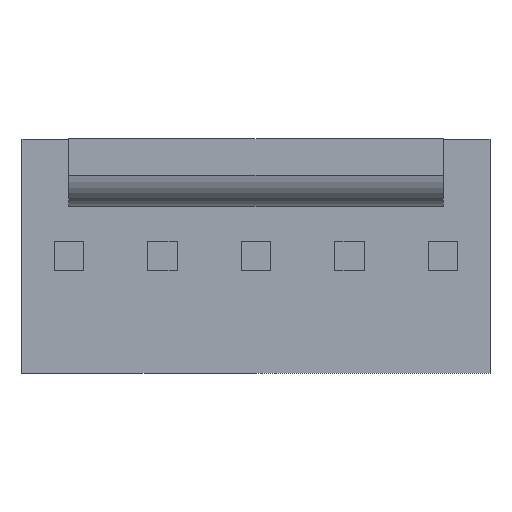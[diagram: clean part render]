
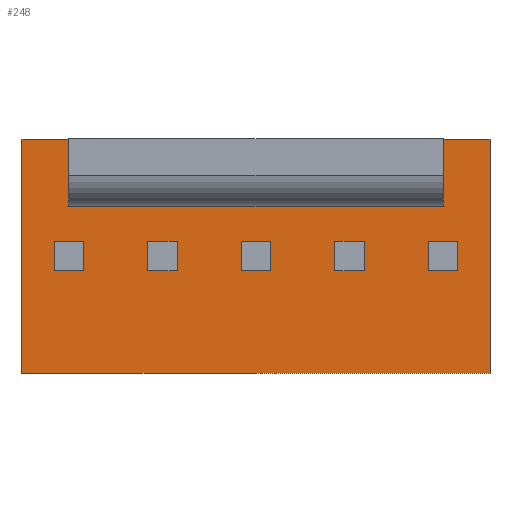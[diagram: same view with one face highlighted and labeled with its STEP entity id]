
A CAD part, top view. The second image highlights one B-rep face of the part: STEP entity #248.
In plain terms, the highlighted planar face has unit normal (0, 0, 1).
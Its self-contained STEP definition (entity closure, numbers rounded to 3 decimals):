
#10 = EDGE_CURVE ( 'NONE', #82, #50, #371, .T. ) ;
#12 = VERTEX_POINT ( 'NONE', #412 ) ;
#17 = EDGE_CURVE ( 'NONE', #34, #12, #511, .T. ) ;
#23 = VERTEX_POINT ( 'NONE', #604 ) ;
#34 = VERTEX_POINT ( 'NONE', #483 ) ;
#37 = VERTEX_POINT ( 'NONE', #481 ) ;
#50 = VERTEX_POINT ( 'NONE', #532 ) ;
#51 = EDGE_CURVE ( 'NONE', #50, #263, #530, .T. ) ;
#62 = EDGE_CURVE ( 'NONE', #12, #23, #585, .T. ) ;
#69 = EDGE_CURVE ( 'NONE', #23, #78, #711, .T. ) ;
#76 = EDGE_CURVE ( 'NONE', #37, #34, #695, .T. ) ;
#77 = EDGE_CURVE ( 'NONE', #78, #82, #661, .T. ) ;
#78 = VERTEX_POINT ( 'NONE', #657 ) ;
#82 = VERTEX_POINT ( 'NONE', #655 ) ;
#107 = ORIENTED_EDGE ( 'NONE', *, *, #10, .F. ) ;
#150 = EDGE_LOOP ( 'NONE', ( #240, #249, #107, #245, #243, #238, #159, #237 ) ) ;
#159 = ORIENTED_EDGE ( 'NONE', *, *, #17, .F. ) ;
#237 = ORIENTED_EDGE ( 'NONE', *, *, #76, .F. ) ;
#238 = ORIENTED_EDGE ( 'NONE', *, *, #62, .F. ) ;
#240 = ORIENTED_EDGE ( 'NONE', *, *, #241, .F. ) ;
#241 = EDGE_CURVE ( 'NONE', #263, #37, #943, .T. ) ;
#243 = ORIENTED_EDGE ( 'NONE', *, *, #69, .F. ) ;
#245 = ORIENTED_EDGE ( 'NONE', *, *, #77, .F. ) ;
#248 = ADVANCED_FACE ( 'NONE', ( #930 ), #976, .T. ) ;
#249 = ORIENTED_EDGE ( 'NONE', *, *, #51, .F. ) ;
#263 = VERTEX_POINT ( 'NONE', #905 ) ;
#368 = DIRECTION ( 'NONE',  ( 1., 0., 0. ) ) ;
#369 = VECTOR ( 'NONE', #368, 1000. ) ;
#370 = CARTESIAN_POINT ( 'NONE',  ( -1.27, 3.18, 3.17 ) ) ;
#371 = LINE ( 'NONE', #370, #369 ) ;
#412 = CARTESIAN_POINT ( 'NONE',  ( 11.43, 3.18, 3.17 ) ) ;
#481 = CARTESIAN_POINT ( 'NONE',  ( 10.16, 2.18, 3.17 ) ) ;
#483 = CARTESIAN_POINT ( 'NONE',  ( 10.16, 3.18, 3.17 ) ) ;
#494 = DIRECTION ( 'NONE',  ( 1., 0., 0. ) ) ;
#495 = VECTOR ( 'NONE', #494, 1000. ) ;
#496 = CARTESIAN_POINT ( 'NONE',  ( 10.16, 3.18, 3.17 ) ) ;
#511 = LINE ( 'NONE', #496, #495 ) ;
#527 = DIRECTION ( 'NONE',  ( 0., -1., 0. ) ) ;
#528 = VECTOR ( 'NONE', #527, 1000. ) ;
#529 = CARTESIAN_POINT ( 'NONE',  ( 0., 3.18, 3.17 ) ) ;
#530 = LINE ( 'NONE', #529, #528 ) ;
#532 = CARTESIAN_POINT ( 'NONE',  ( 0., 3.18, 3.17 ) ) ;
#582 = DIRECTION ( 'NONE',  ( 0., -1., 0. ) ) ;
#583 = VECTOR ( 'NONE', #582, 1000. ) ;
#584 = CARTESIAN_POINT ( 'NONE',  ( 11.43, 3.18, 3.17 ) ) ;
#585 = LINE ( 'NONE', #584, #583 ) ;
#604 = CARTESIAN_POINT ( 'NONE',  ( 11.43, -3.17, 3.17 ) ) ;
#655 = CARTESIAN_POINT ( 'NONE',  ( -1.27, 3.18, 3.17 ) ) ;
#657 = CARTESIAN_POINT ( 'NONE',  ( -1.27, -3.17, 3.17 ) ) ;
#658 = DIRECTION ( 'NONE',  ( 0., 1., 0. ) ) ;
#659 = VECTOR ( 'NONE', #658, 1000. ) ;
#660 = CARTESIAN_POINT ( 'NONE',  ( -1.27, -3.17, 3.17 ) ) ;
#661 = LINE ( 'NONE', #660, #659 ) ;
#692 = DIRECTION ( 'NONE',  ( 0., 1., 0. ) ) ;
#693 = VECTOR ( 'NONE', #692, 1000. ) ;
#694 = CARTESIAN_POINT ( 'NONE',  ( 10.16, 1.35, 3.17 ) ) ;
#695 = LINE ( 'NONE', #694, #693 ) ;
#708 = DIRECTION ( 'NONE',  ( -1., 0., 0. ) ) ;
#709 = VECTOR ( 'NONE', #708, 1000. ) ;
#710 = CARTESIAN_POINT ( 'NONE',  ( 11.43, -3.17, 3.17 ) ) ;
#711 = LINE ( 'NONE', #710, #709 ) ;
#905 = CARTESIAN_POINT ( 'NONE',  ( 0., 2.18, 3.17 ) ) ;
#930 = FACE_OUTER_BOUND ( 'NONE', #150, .T. ) ;
#940 = DIRECTION ( 'NONE',  ( 1., 0., 0. ) ) ;
#941 = VECTOR ( 'NONE', #940, 1000. ) ;
#942 = CARTESIAN_POINT ( 'NONE',  ( -1.27, 2.18, 3.17 ) ) ;
#943 = LINE ( 'NONE', #942, #941 ) ;
#971 = DIRECTION ( 'NONE',  ( 1., 0., 0. ) ) ;
#972 = DIRECTION ( 'NONE',  ( 0., 0., 1. ) ) ;
#973 = CARTESIAN_POINT ( 'NONE',  ( 0., 0., 3.17 ) ) ;
#974 = AXIS2_PLACEMENT_3D ( 'NONE', #973, #972, #971 ) ;
#976 = PLANE ( 'NONE',  #974 ) ;
